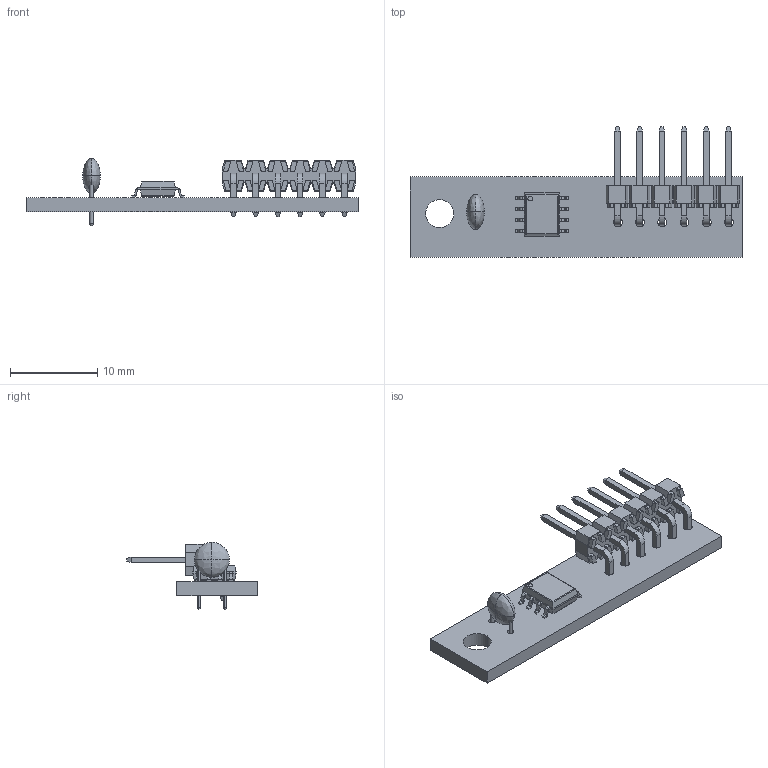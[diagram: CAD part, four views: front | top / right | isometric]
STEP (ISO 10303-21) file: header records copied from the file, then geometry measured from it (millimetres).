
FILE_DESCRIPTION(('PCB Model'),'2;1');
FILE_NAME('mem_bn.STEP', '2019-11-30T16:53:22',('xoxox'),('Unspecified'), 'Open CASCADE STEP processor 6.8','Proteus','Unknown');
FILE_SCHEMA(('AUTOMOTIVE_DESIGN { 1 0 10303 214 1 1 1 1 }'));
Length unit declared in the file: millimetre
Products named in the file (13): Open CASCADE STEP translator 6.8 1; Layer_1; C_DEC_MEM; Open CASCADE STEP translator 6.8 1.2.1; Body_1; Pin_1; Pin_2; MEM; Open CASCADE STEP translator 6.8 1.3.1; MEM_COM; Open CASCADE STEP translator 6.8 1.4.1
Assembly tree (12 placements, depth 4):
  Open CASCADE STEP translator 6.8 1
    Layer_1
    C_DEC_MEM
      Open CASCADE STEP translator 6.8 1.2.1
        Body_1
        Pin_1
        Pin_2
    MEM
      Open CASCADE STEP translator 6.8 1.3.1
        Body_1
    MEM_COM
      Open CASCADE STEP translator 6.8 1.4.1
        Body_1
Bounding box: 38 x 14.95 x 7.7 mm (x, y, z)
Volume: 728.6 mm3; surface area: 1441.8 mm2
Topology: 6 solids, 6 shells, 627 faces, 1644 edges, 1050 vertices
Faces by surface type: plane 381, cylinder 230, bspline 8, sphere 8
Entity records: 20784 total; most frequent: CARTESIAN_POINT 3461, DIRECTION 3305, ORIENTED_EDGE 3256, EDGE_CURVE 1628, LINE 1145, VECTOR 1145, AXIS2_PLACEMENT_3D 1080, VERTEX_POINT 1050
